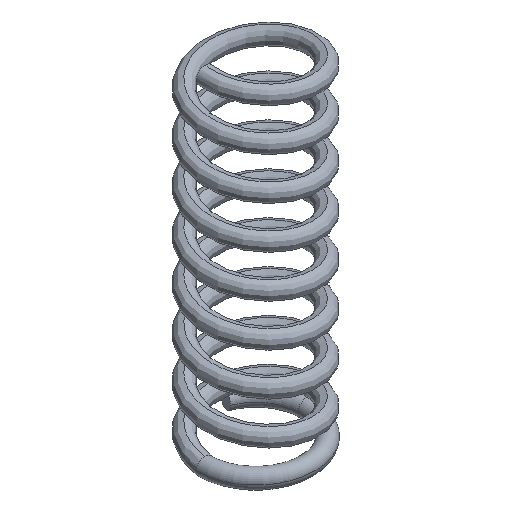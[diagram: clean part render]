
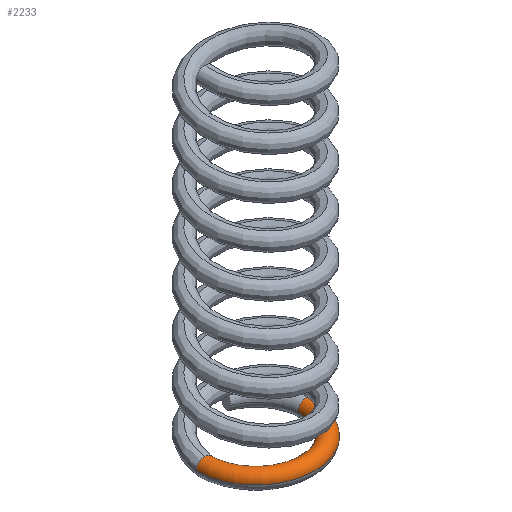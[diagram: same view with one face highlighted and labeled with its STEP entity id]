
A CAD part, isometric view. The second image highlights one B-rep face of the part: STEP entity #2233.
In plain terms, the highlighted toroidal (fillet/blend) face has major radius 3 mm and minor radius 0.5 mm.
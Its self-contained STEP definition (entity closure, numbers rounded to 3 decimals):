
#27 = AXIS2_PLACEMENT_3D ( 'NONE', #470, #2036, #45 ) ;
#45 = DIRECTION ( 'NONE',  ( 0., 0., -1. ) ) ;
#144 = EDGE_CURVE ( 'NONE', #1369, #530, #1193, .T. ) ;
#188 = ORIENTED_EDGE ( 'NONE', *, *, #658, .T. ) ;
#196 = DIRECTION ( 'NONE',  ( 0., 0., 1. ) ) ;
#347 = AXIS2_PLACEMENT_3D ( 'NONE', #1792, #196, #2430 ) ;
#406 = DIRECTION ( 'NONE',  ( 0., 0., 1. ) ) ;
#409 = CARTESIAN_POINT ( 'NONE',  ( -3., 0., 0. ) ) ;
#453 = FACE_OUTER_BOUND ( 'NONE', #2528, .T. ) ;
#470 = CARTESIAN_POINT ( 'NONE',  ( 3., 0., 0. ) ) ;
#530 = VERTEX_POINT ( 'NONE', #1532 ) ;
#540 = CARTESIAN_POINT ( 'NONE',  ( -3.5, 0., 0. ) ) ;
#562 = DIRECTION ( 'NONE',  ( 0., -1., 0. ) ) ;
#658 = EDGE_CURVE ( 'NONE', #2873, #1731, #1401, .T. ) ;
#670 = CARTESIAN_POINT ( 'NONE',  ( -3., 0., 0.5 ) ) ;
#673 = ORIENTED_EDGE ( 'NONE', *, *, #1562, .T. ) ;
#796 = AXIS2_PLACEMENT_3D ( 'NONE', #409, #2440, #2672 ) ;
#812 = DIRECTION ( 'NONE',  ( 0., 0., -1. ) ) ;
#913 = CARTESIAN_POINT ( 'NONE',  ( 0., 0., 0. ) ) ;
#939 = AXIS2_PLACEMENT_3D ( 'NONE', #2559, #562, #812 ) ;
#1083 = DIRECTION ( 'NONE',  ( 1., 0., 0. ) ) ;
#1161 = AXIS2_PLACEMENT_3D ( 'NONE', #913, #1380, #2277 ) ;
#1193 = CIRCLE ( 'NONE', #2833, 2.5 ) ;
#1309 = EDGE_CURVE ( 'NONE', #1328, #2873, #2631, .T. ) ;
#1328 = VERTEX_POINT ( 'NONE', #670 ) ;
#1369 = VERTEX_POINT ( 'NONE', #2896 ) ;
#1380 = DIRECTION ( 'NONE',  ( 0., 0., 1. ) ) ;
#1401 = CIRCLE ( 'NONE', #347, 3.5 ) ;
#1439 = CIRCLE ( 'NONE', #939, 0.5 ) ;
#1453 = CARTESIAN_POINT ( 'NONE',  ( 3.5, 0., 0. ) ) ;
#1532 = CARTESIAN_POINT ( 'NONE',  ( 2.5, 0., 0. ) ) ;
#1562 = EDGE_CURVE ( 'NONE', #1369, #1328, #1439, .T. ) ;
#1654 = ORIENTED_EDGE ( 'NONE', *, *, #2352, .T. ) ;
#1731 = VERTEX_POINT ( 'NONE', #1453 ) ;
#1760 = TOROIDAL_SURFACE ( 'NONE', #1161, 3., 0.5 ) ;
#1792 = CARTESIAN_POINT ( 'NONE',  ( 0., 0., 0. ) ) ;
#1803 = ORIENTED_EDGE ( 'NONE', *, *, #144, .F. ) ;
#1963 = CARTESIAN_POINT ( 'NONE',  ( 0., 0., 0. ) ) ;
#2036 = DIRECTION ( 'NONE',  ( 0., -1., 0. ) ) ;
#2112 = ORIENTED_EDGE ( 'NONE', *, *, #1309, .T. ) ;
#2233 = ADVANCED_FACE ( 'NONE', ( #453 ), #1760, .T. ) ;
#2277 = DIRECTION ( 'NONE',  ( 1., 0., 0. ) ) ;
#2352 = EDGE_CURVE ( 'NONE', #1731, #530, #2801, .T. ) ;
#2430 = DIRECTION ( 'NONE',  ( 1., 0., 0. ) ) ;
#2440 = DIRECTION ( 'NONE',  ( 0., -1., 0. ) ) ;
#2528 = EDGE_LOOP ( 'NONE', ( #2112, #188, #1654, #1803, #673 ) ) ;
#2559 = CARTESIAN_POINT ( 'NONE',  ( -3., 0., 0. ) ) ;
#2631 = CIRCLE ( 'NONE', #796, 0.5 ) ;
#2672 = DIRECTION ( 'NONE',  ( 0., 0., -1. ) ) ;
#2801 = CIRCLE ( 'NONE', #27, 0.5 ) ;
#2833 = AXIS2_PLACEMENT_3D ( 'NONE', #1963, #406, #1083 ) ;
#2873 = VERTEX_POINT ( 'NONE', #540 ) ;
#2896 = CARTESIAN_POINT ( 'NONE',  ( -2.5, 0., 0. ) ) ;
